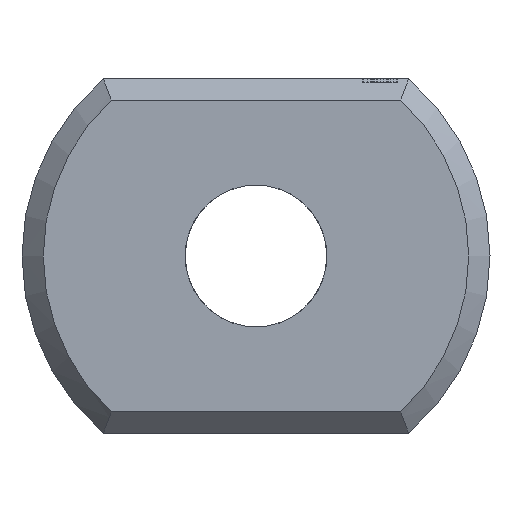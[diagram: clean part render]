
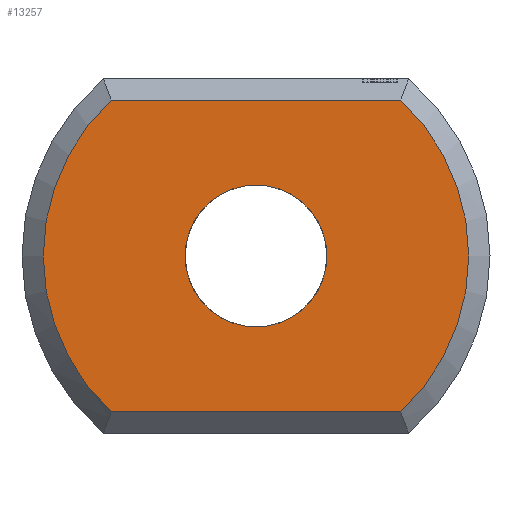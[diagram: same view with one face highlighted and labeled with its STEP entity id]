
A CAD part, left-side view. The second image highlights one B-rep face of the part: STEP entity #13257.
In plain terms, the highlighted planar face has unit normal (-1, 0, 0).
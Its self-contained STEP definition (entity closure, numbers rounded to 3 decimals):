
#298 = PLANE('',#299);
#299 = AXIS2_PLACEMENT_3D('',#300,#301,#302);
#300 = CARTESIAN_POINT('',(0.15,-2.154,-2.35));
#301 = DIRECTION('',(-0.707,0.,-0.707));
#302 = DIRECTION('',(0.,-1.,0.));
#725 = CONICAL_SURFACE('',#726,3.3,0.785);
#726 = AXIS2_PLACEMENT_3D('',#727,#728,#729);
#727 = CARTESIAN_POINT('',(0.3,0.,0.));
#728 = DIRECTION('',(1.,0.,0.));
#729 = DIRECTION('',(0.,0.653,-0.758));
#872 = CONICAL_SURFACE('',#873,3.3,0.785);
#873 = AXIS2_PLACEMENT_3D('',#874,#875,#876);
#874 = CARTESIAN_POINT('',(0.3,0.,0.));
#875 = DIRECTION('',(1.,0.,0.));
#876 = DIRECTION('',(0.,-0.653,0.758));
#909 = VERTEX_POINT('',#910);
#910 = CARTESIAN_POINT('',(0.,-2.04,-2.2));
#937 = VERTEX_POINT('',#938);
#938 = CARTESIAN_POINT('',(0.,2.04,-2.2));
#963 = EDGE_CURVE('',#909,#937,#964,.T.);
#964 = SURFACE_CURVE('',#965,(#969,#976),.PCURVE_S1.);
#965 = LINE('',#966,#967);
#966 = CARTESIAN_POINT('',(0.,-2.154,-2.2));
#967 = VECTOR('',#968,1.);
#968 = DIRECTION('',(0.,1.,0.));
#969 = PCURVE('',#298,#970);
#970 = DEFINITIONAL_REPRESENTATION('',(#971),#975);
#971 = LINE('',#972,#973);
#972 = CARTESIAN_POINT('',(0.,0.212));
#973 = VECTOR('',#974,1.);
#974 = DIRECTION('',(-1.,0.));
#975 = ( GEOMETRIC_REPRESENTATION_CONTEXT(2) 
PARAMETRIC_REPRESENTATION_CONTEXT() REPRESENTATION_CONTEXT('2D SPACE',''
  ) );
#976 = PCURVE('',#977,#982);
#977 = PLANE('',#978);
#978 = AXIS2_PLACEMENT_3D('',#979,#980,#981);
#979 = CARTESIAN_POINT('',(0.,0.,
    0.));
#980 = DIRECTION('',(1.,0.,0.));
#981 = DIRECTION('',(0.,0.,1.));
#982 = DEFINITIONAL_REPRESENTATION('',(#983),#987);
#983 = LINE('',#984,#985);
#984 = CARTESIAN_POINT('',(-2.2,2.154));
#985 = VECTOR('',#986,1.);
#986 = DIRECTION('',(0.,-1.));
#987 = ( GEOMETRIC_REPRESENTATION_CONTEXT(2) 
PARAMETRIC_REPRESENTATION_CONTEXT() REPRESENTATION_CONTEXT('2D SPACE',''
  ) );
#1763 = PLANE('',#1764);
#1764 = AXIS2_PLACEMENT_3D('',#1765,#1766,#1767);
#1765 = CARTESIAN_POINT('',(0.15,-2.154,2.35));
#1766 = DIRECTION('',(0.707,0.,-0.707
    ));
#1767 = DIRECTION('',(0.,-1.,0.));
#13044 = VERTEX_POINT('',#13045);
#13045 = CARTESIAN_POINT('',(0.,2.04,2.2));
#13070 = EDGE_CURVE('',#937,#13044,#13071,.T.);
#13071 = SURFACE_CURVE('',#13072,(#13077,#13084),.PCURVE_S1.);
#13072 = CIRCLE('',#13073,3.);
#13073 = AXIS2_PLACEMENT_3D('',#13074,#13075,#13076);
#13074 = CARTESIAN_POINT('',(0.,0.,
    0.));
#13075 = DIRECTION('',(1.,0.,0.));
#13076 = DIRECTION('',(0.,0.653,-0.758)
  );
#13077 = PCURVE('',#725,#13078);
#13078 = DEFINITIONAL_REPRESENTATION('',(#13079),#13083);
#13079 = LINE('',#13080,#13081);
#13080 = CARTESIAN_POINT('',(0.,-0.3));
#13081 = VECTOR('',#13082,1.);
#13082 = DIRECTION('',(1.,-0.));
#13083 = ( GEOMETRIC_REPRESENTATION_CONTEXT(2) 
PARAMETRIC_REPRESENTATION_CONTEXT() REPRESENTATION_CONTEXT('2D SPACE',''
  ) );
#13084 = PCURVE('',#977,#13085);
#13085 = DEFINITIONAL_REPRESENTATION('',(#13086),#13090);
#13086 = CIRCLE('',#13087,3.);
#13087 = AXIS2_PLACEMENT_2D('',#13088,#13089);
#13088 = CARTESIAN_POINT('',(0.,0.));
#13089 = DIRECTION('',(-0.758,-0.653));
#13090 = ( GEOMETRIC_REPRESENTATION_CONTEXT(2) 
PARAMETRIC_REPRESENTATION_CONTEXT() REPRESENTATION_CONTEXT('2D SPACE',''
  ) );
#13208 = VERTEX_POINT('',#13209);
#13209 = CARTESIAN_POINT('',(0.,-2.04,2.2));
#13236 = EDGE_CURVE('',#13208,#909,#13237,.T.);
#13237 = SURFACE_CURVE('',#13238,(#13243,#13250),.PCURVE_S1.);
#13238 = CIRCLE('',#13239,3.);
#13239 = AXIS2_PLACEMENT_3D('',#13240,#13241,#13242);
#13240 = CARTESIAN_POINT('',(0.,0.,
    0.));
#13241 = DIRECTION('',(1.,0.,0.));
#13242 = DIRECTION('',(0.,-0.653,0.758)
  );
#13243 = PCURVE('',#872,#13244);
#13244 = DEFINITIONAL_REPRESENTATION('',(#13245),#13249);
#13245 = LINE('',#13246,#13247);
#13246 = CARTESIAN_POINT('',(0.,-0.3));
#13247 = VECTOR('',#13248,1.);
#13248 = DIRECTION('',(1.,-0.));
#13249 = ( GEOMETRIC_REPRESENTATION_CONTEXT(2) 
PARAMETRIC_REPRESENTATION_CONTEXT() REPRESENTATION_CONTEXT('2D SPACE',''
  ) );
#13250 = PCURVE('',#977,#13251);
#13251 = DEFINITIONAL_REPRESENTATION('',(#13252),#13256);
#13252 = CIRCLE('',#13253,3.);
#13253 = AXIS2_PLACEMENT_2D('',#13254,#13255);
#13254 = CARTESIAN_POINT('',(0.,0.));
#13255 = DIRECTION('',(0.758,0.653));
#13256 = ( GEOMETRIC_REPRESENTATION_CONTEXT(2) 
PARAMETRIC_REPRESENTATION_CONTEXT() REPRESENTATION_CONTEXT('2D SPACE',''
  ) );
#13257 = ADVANCED_FACE('',(#13258,#13284),#977,.F.);
#13258 = FACE_BOUND('',#13259,.F.);
#13259 = EDGE_LOOP('',(#13260,#13261,#13282,#13283));
#13260 = ORIENTED_EDGE('',*,*,#13070,.T.);
#13261 = ORIENTED_EDGE('',*,*,#13262,.F.);
#13262 = EDGE_CURVE('',#13208,#13044,#13263,.T.);
#13263 = SURFACE_CURVE('',#13264,(#13268,#13275),.PCURVE_S1.);
#13264 = LINE('',#13265,#13266);
#13265 = CARTESIAN_POINT('',(0.,-2.154,2.2));
#13266 = VECTOR('',#13267,1.);
#13267 = DIRECTION('',(0.,1.,0.));
#13268 = PCURVE('',#977,#13269);
#13269 = DEFINITIONAL_REPRESENTATION('',(#13270),#13274);
#13270 = LINE('',#13271,#13272);
#13271 = CARTESIAN_POINT('',(2.2,2.154));
#13272 = VECTOR('',#13273,1.);
#13273 = DIRECTION('',(0.,-1.));
#13274 = ( GEOMETRIC_REPRESENTATION_CONTEXT(2) 
PARAMETRIC_REPRESENTATION_CONTEXT() REPRESENTATION_CONTEXT('2D SPACE',''
  ) );
#13275 = PCURVE('',#1763,#13276);
#13276 = DEFINITIONAL_REPRESENTATION('',(#13277),#13281);
#13277 = LINE('',#13278,#13279);
#13278 = CARTESIAN_POINT('',(0.,0.212));
#13279 = VECTOR('',#13280,1.);
#13280 = DIRECTION('',(-1.,0.));
#13281 = ( GEOMETRIC_REPRESENTATION_CONTEXT(2) 
PARAMETRIC_REPRESENTATION_CONTEXT() REPRESENTATION_CONTEXT('2D SPACE',''
  ) );
#13282 = ORIENTED_EDGE('',*,*,#13236,.T.);
#13283 = ORIENTED_EDGE('',*,*,#963,.T.);
#13284 = FACE_BOUND('',#13285,.T.);
#13285 = EDGE_LOOP('',(#13286));
#13286 = ORIENTED_EDGE('',*,*,#13287,.T.);
#13287 = EDGE_CURVE('',#13288,#13288,#13290,.T.);
#13288 = VERTEX_POINT('',#13289);
#13289 = CARTESIAN_POINT('',(0.,1.,0.));
#13290 = SURFACE_CURVE('',#13291,(#13296,#13303),.PCURVE_S1.);
#13291 = CIRCLE('',#13292,1.);
#13292 = AXIS2_PLACEMENT_3D('',#13293,#13294,#13295);
#13293 = CARTESIAN_POINT('',(0.,0.,0.));
#13294 = DIRECTION('',(1.,0.,0.));
#13295 = DIRECTION('',(0.,1.,0.));
#13296 = PCURVE('',#977,#13297);
#13297 = DEFINITIONAL_REPRESENTATION('',(#13298),#13302);
#13298 = CIRCLE('',#13299,1.);
#13299 = AXIS2_PLACEMENT_2D('',#13300,#13301);
#13300 = CARTESIAN_POINT('',(0.,0.));
#13301 = DIRECTION('',(0.,-1.));
#13302 = ( GEOMETRIC_REPRESENTATION_CONTEXT(2) 
PARAMETRIC_REPRESENTATION_CONTEXT() REPRESENTATION_CONTEXT('2D SPACE',''
  ) );
#13303 = PCURVE('',#13304,#13309);
#13304 = CYLINDRICAL_SURFACE('',#13305,1.);
#13305 = AXIS2_PLACEMENT_3D('',#13306,#13307,#13308);
#13306 = CARTESIAN_POINT('',(0.,0.,0.));
#13307 = DIRECTION('',(-1.,0.,0.));
#13308 = DIRECTION('',(0.,1.,0.));
#13309 = DEFINITIONAL_REPRESENTATION('',(#13310),#13314);
#13310 = LINE('',#13311,#13312);
#13311 = CARTESIAN_POINT('',(-0.,0.));
#13312 = VECTOR('',#13313,1.);
#13313 = DIRECTION('',(-1.,0.));
#13314 = ( GEOMETRIC_REPRESENTATION_CONTEXT(2) 
PARAMETRIC_REPRESENTATION_CONTEXT() REPRESENTATION_CONTEXT('2D SPACE',''
  ) );
